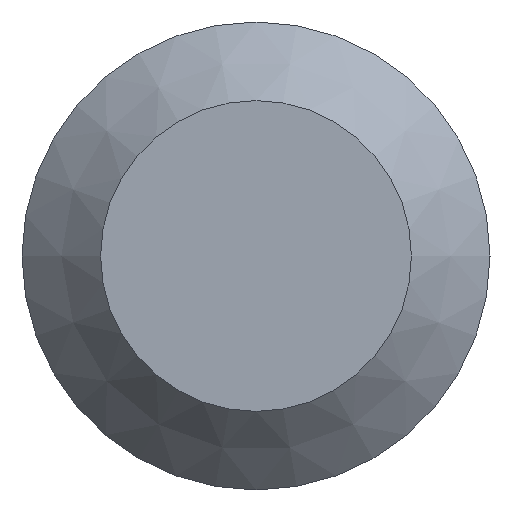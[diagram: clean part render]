
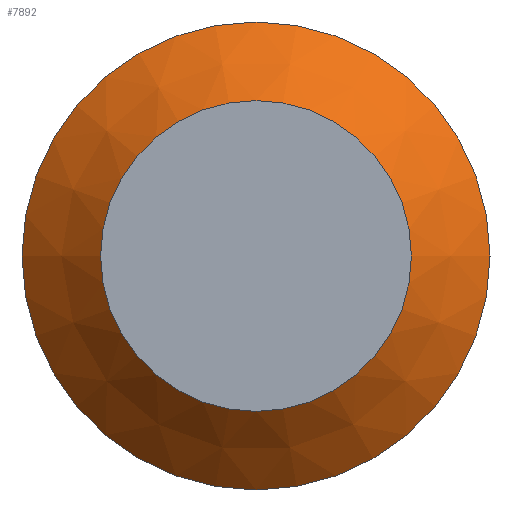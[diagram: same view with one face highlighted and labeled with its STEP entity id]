
A CAD part, left-side view. The second image highlights one B-rep face of the part: STEP entity #7892.
In plain terms, the highlighted conical face has half-angle 45 degrees and reference radius 3.32 mm.
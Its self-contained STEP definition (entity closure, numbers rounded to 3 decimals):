
#1012 = CARTESIAN_POINT ( 'NONE',  ( 1.68, 0., 0. ) ) ;
#2250 = EDGE_LOOP ( 'NONE', ( #16745 ) ) ;
#3260 = AXIS2_PLACEMENT_3D ( 'NONE', #14709, #3336, #4739 ) ;
#3336 = DIRECTION ( 'NONE',  ( -1., 0., 0. ) ) ;
#3508 = VERTEX_POINT ( 'NONE', #6678 ) ;
#3956 = DIRECTION ( 'NONE',  ( 0., 1., 0. ) ) ;
#4739 = DIRECTION ( 'NONE',  ( 0., -1., 0. ) ) ;
#6220 = CIRCLE ( 'NONE', #3260, 3.32 ) ;
#6606 = CARTESIAN_POINT ( 'NONE',  ( 1.68, -5., 0. ) ) ;
#6678 = CARTESIAN_POINT ( 'NONE',  ( 0., -3.32, 0. ) ) ;
#7892 = ADVANCED_FACE ( 'NONE', ( #11035, #14952 ), #17385, .T. ) ;
#8299 = EDGE_LOOP ( 'NONE', ( #16755 ) ) ;
#9696 = DIRECTION ( 'NONE',  ( 1., 0., 0. ) ) ;
#11035 = FACE_OUTER_BOUND ( 'NONE', #8299, .T. ) ;
#12117 = EDGE_CURVE ( 'NONE', #3508, #3508, #6220, .T. ) ;
#12593 = CARTESIAN_POINT ( 'NONE',  ( 0., 0., 0. ) ) ;
#13848 = CIRCLE ( 'NONE', #16359, 5. ) ;
#14709 = CARTESIAN_POINT ( 'NONE',  ( 0., 0., 0. ) ) ;
#14924 = DIRECTION ( 'NONE',  ( -1., 0., 0. ) ) ;
#14952 = FACE_BOUND ( 'NONE', #2250, .T. ) ;
#15833 = VERTEX_POINT ( 'NONE', #6606 ) ;
#16359 = AXIS2_PLACEMENT_3D ( 'NONE', #1012, #14924, #17656 ) ;
#16595 = EDGE_CURVE ( 'NONE', #15833, #15833, #13848, .T. ) ;
#16745 = ORIENTED_EDGE ( 'NONE', *, *, #12117, .F. ) ;
#16755 = ORIENTED_EDGE ( 'NONE', *, *, #16595, .T. ) ;
#17385 = CONICAL_SURFACE ( 'NONE', #17972, 3.32, 0.785 ) ;
#17656 = DIRECTION ( 'NONE',  ( 0., -1., 0. ) ) ;
#17972 = AXIS2_PLACEMENT_3D ( 'NONE', #12593, #9696, #3956 ) ;
